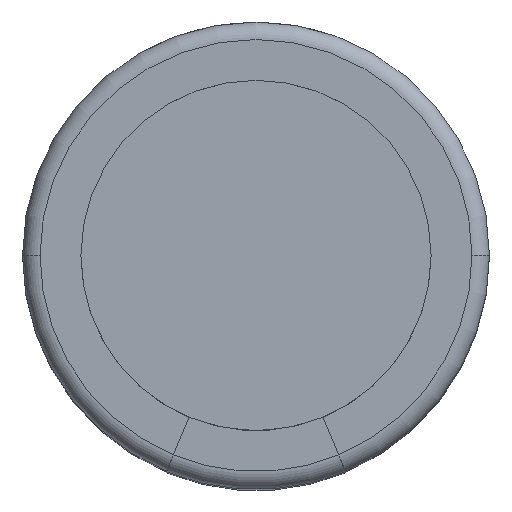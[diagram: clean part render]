
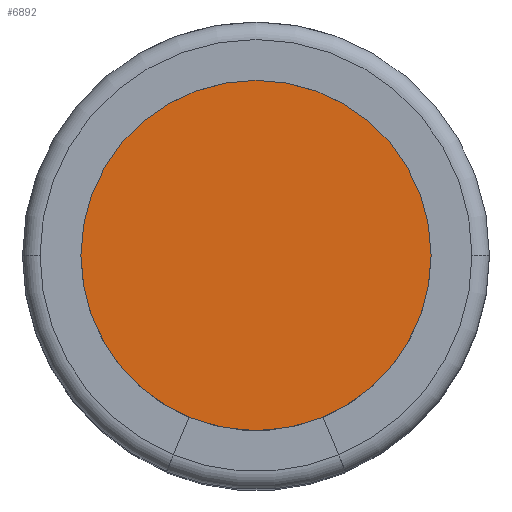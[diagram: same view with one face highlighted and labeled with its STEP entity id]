
A CAD part, top view. The second image highlights one B-rep face of the part: STEP entity #6892.
In plain terms, the highlighted planar face has unit normal (0, 0, 1).
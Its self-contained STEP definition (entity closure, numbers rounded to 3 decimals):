
#414 = EDGE_CURVE ( 'NONE', #12052, #13395, #14297, .T. ) ;
#505 = AXIS2_PLACEMENT_3D ( 'NONE', #2931, #9860, #12050 ) ;
#607 = ORIENTED_EDGE ( 'NONE', *, *, #2432, .T. ) ;
#2432 = EDGE_CURVE ( 'NONE', #13395, #12052, #12138, .T. ) ;
#2931 = CARTESIAN_POINT ( 'NONE',  ( 0., 0., 11.8 ) ) ;
#3050 = CARTESIAN_POINT ( 'NONE',  ( -3., 0., 11.8 ) ) ;
#3105 = DIRECTION ( 'NONE',  ( 1., 0., 0. ) ) ;
#3264 = DIRECTION ( 'NONE',  ( 0., 0., 1. ) ) ;
#3299 = ORIENTED_EDGE ( 'NONE', *, *, #414, .T. ) ;
#5695 = CARTESIAN_POINT ( 'NONE',  ( 0., 0., 11.8 ) ) ;
#6578 = CARTESIAN_POINT ( 'NONE',  ( 3., 0., 11.8 ) ) ;
#6751 = DIRECTION ( 'NONE',  ( 0., 0., 1. ) ) ;
#6892 = ADVANCED_FACE ( 'NONE', ( #12994 ), #9650, .T. ) ;
#7682 = CARTESIAN_POINT ( 'NONE',  ( 0., 0., 11.8 ) ) ;
#7914 = EDGE_LOOP ( 'NONE', ( #3299, #607 ) ) ;
#9650 = PLANE ( 'NONE',  #505 ) ;
#9860 = DIRECTION ( 'NONE',  ( 0., 0., 1. ) ) ;
#11507 = AXIS2_PLACEMENT_3D ( 'NONE', #7682, #3264, #3105 ) ;
#12050 = DIRECTION ( 'NONE',  ( 1., 0., 0. ) ) ;
#12052 = VERTEX_POINT ( 'NONE', #6578 ) ;
#12138 = CIRCLE ( 'NONE', #13272, 3. ) ;
#12994 = FACE_OUTER_BOUND ( 'NONE', #7914, .T. ) ;
#13272 = AXIS2_PLACEMENT_3D ( 'NONE', #5695, #6751, #14347 ) ;
#13395 = VERTEX_POINT ( 'NONE', #3050 ) ;
#14297 = CIRCLE ( 'NONE', #11507, 3. ) ;
#14347 = DIRECTION ( 'NONE',  ( 1., 0., 0. ) ) ;
